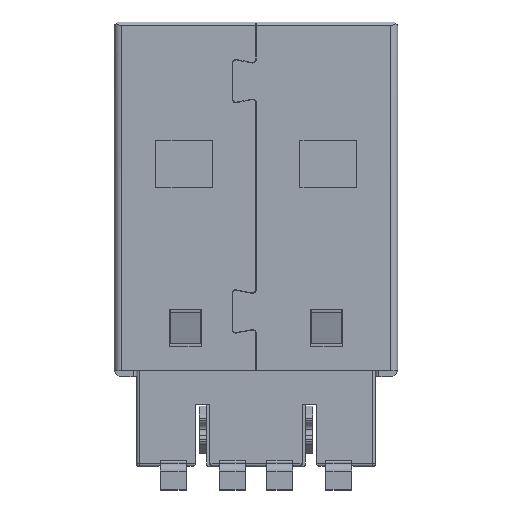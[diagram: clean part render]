
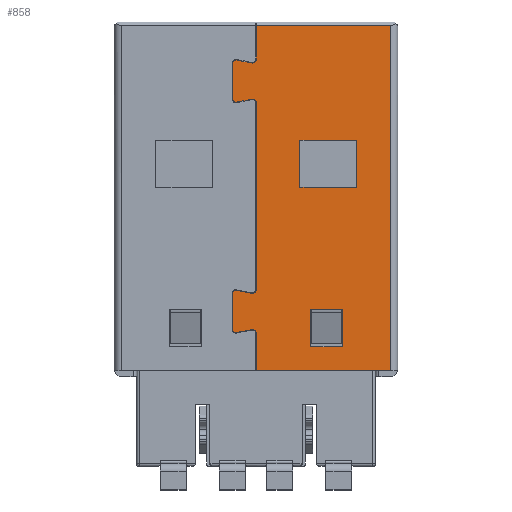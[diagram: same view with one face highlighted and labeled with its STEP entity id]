
A CAD part, top view. The second image highlights one B-rep face of the part: STEP entity #858.
In plain terms, the highlighted planar face has unit normal (0, 0, 1).
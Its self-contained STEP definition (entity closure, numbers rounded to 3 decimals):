
#858=ADVANCED_FACE('',(#2191,#2192,#2193),#2194,.T.);
#2191=FACE_OUTER_BOUND('',#4006,.T.);
#2192=FACE_BOUND('',#4007,.T.);
#2193=FACE_BOUND('',#4008,.T.);
#2194=PLANE('',#4009);
#4006=EDGE_LOOP('',(#6560,#6561,#6562,#6563,#6564,#6565,#6566,#6567,#6568,#6569,#6570,#6571,#6572,#6573,#6574,#6575,#6576,#6577,#6578,#6579));
#4007=EDGE_LOOP('',(#6580,#6581,#6582,#6583));
#4008=EDGE_LOOP('',(#6584,#6585,#6586,#6587,#6588,#6589));
#4009=AXIS2_PLACEMENT_3D('',#6590,#6591,#6592);
#6560=ORIENTED_EDGE('',*,*,#11523,.T.);
#6561=ORIENTED_EDGE('',*,*,#11519,.T.);
#6562=ORIENTED_EDGE('',*,*,#11615,.T.);
#6563=ORIENTED_EDGE('',*,*,#11360,.F.);
#6564=ORIENTED_EDGE('',*,*,#11616,.F.);
#6565=ORIENTED_EDGE('',*,*,#11617,.T.);
#6566=ORIENTED_EDGE('',*,*,#11364,.T.);
#6567=ORIENTED_EDGE('',*,*,#11514,.T.);
#6568=ORIENTED_EDGE('',*,*,#11511,.T.);
#6569=ORIENTED_EDGE('',*,*,#11508,.T.);
#6570=ORIENTED_EDGE('',*,*,#11505,.T.);
#6571=ORIENTED_EDGE('',*,*,#11502,.T.);
#6572=ORIENTED_EDGE('',*,*,#11498,.T.);
#6573=ORIENTED_EDGE('',*,*,#11516,.T.);
#6574=ORIENTED_EDGE('',*,*,#11618,.T.);
#6575=ORIENTED_EDGE('',*,*,#11538,.T.);
#6576=ORIENTED_EDGE('',*,*,#11535,.T.);
#6577=ORIENTED_EDGE('',*,*,#11532,.T.);
#6578=ORIENTED_EDGE('',*,*,#11529,.T.);
#6579=ORIENTED_EDGE('',*,*,#11526,.T.);
#6580=ORIENTED_EDGE('',*,*,#11619,.F.);
#6581=ORIENTED_EDGE('',*,*,#11620,.F.);
#6582=ORIENTED_EDGE('',*,*,#11621,.F.);
#6583=ORIENTED_EDGE('',*,*,#11622,.F.);
#6584=ORIENTED_EDGE('',*,*,#11613,.T.);
#6585=ORIENTED_EDGE('',*,*,#11452,.T.);
#6586=ORIENTED_EDGE('',*,*,#11479,.T.);
#6587=ORIENTED_EDGE('',*,*,#11488,.T.);
#6588=ORIENTED_EDGE('',*,*,#11485,.T.);
#6589=ORIENTED_EDGE('',*,*,#11482,.T.);
#6590=CARTESIAN_POINT('',(6.0,7.375,2.25));
#6591=DIRECTION('',(0.,0.0,1.0));
#6592=DIRECTION('',(1.0,0.0,0.));
#11360=EDGE_CURVE('',#13825,#13827,#13828,.T.);
#11364=EDGE_CURVE('',#13833,#13831,#13834,.T.);
#11452=EDGE_CURVE('',#13966,#13964,#13967,.T.);
#11479=EDGE_CURVE('',#13964,#13997,#13999,.T.);
#11482=EDGE_CURVE('',#14003,#14001,#14004,.T.);
#11485=EDGE_CURVE('',#14007,#14003,#14008,.T.);
#11488=EDGE_CURVE('',#13997,#14007,#14011,.T.);
#11498=EDGE_CURVE('',#14021,#14022,#14023,.T.);
#11502=EDGE_CURVE('',#14027,#14021,#14028,.T.);
#11505=EDGE_CURVE('',#14031,#14027,#14032,.T.);
#11508=EDGE_CURVE('',#14035,#14031,#14036,.T.);
#11511=EDGE_CURVE('',#14039,#14035,#14040,.T.);
#11514=EDGE_CURVE('',#13831,#14039,#14043,.T.);
#11516=EDGE_CURVE('',#14022,#14045,#14046,.T.);
#11519=EDGE_CURVE('',#14049,#14050,#14051,.T.);
#11523=EDGE_CURVE('',#14055,#14049,#14056,.T.);
#11526=EDGE_CURVE('',#14059,#14055,#14060,.T.);
#11529=EDGE_CURVE('',#14063,#14059,#14064,.T.);
#11532=EDGE_CURVE('',#14067,#14063,#14068,.T.);
#11535=EDGE_CURVE('',#14071,#14067,#14072,.T.);
#11538=EDGE_CURVE('',#14075,#14071,#14076,.T.);
#11613=EDGE_CURVE('',#14001,#13966,#14180,.T.);
#11615=EDGE_CURVE('',#14050,#13827,#14182,.T.);
#11616=EDGE_CURVE('',#14183,#13825,#14184,.T.);
#11617=EDGE_CURVE('',#14183,#13833,#14185,.T.);
#11618=EDGE_CURVE('',#14045,#14075,#14186,.T.);
#11619=EDGE_CURVE('',#14187,#14188,#14189,.T.);
#11620=EDGE_CURVE('',#14190,#14187,#14191,.T.);
#11621=EDGE_CURVE('',#14192,#14190,#14193,.T.);
#11622=EDGE_CURVE('',#14188,#14192,#14194,.T.);
#13825=VERTEX_POINT('',#17407);
#13827=VERTEX_POINT('',#17409);
#13828=LINE('',#17410,#17411);
#13831=VERTEX_POINT('',#17415);
#13833=VERTEX_POINT('',#17418);
#13834=LINE('',#17419,#17420);
#13964=VERTEX_POINT('',#17599);
#13966=VERTEX_POINT('',#17601);
#13967=LINE('',#17602,#17603);
#13997=VERTEX_POINT('',#17645);
#13999=LINE('',#17648,#17649);
#14001=VERTEX_POINT('',#17651);
#14003=VERTEX_POINT('',#17654);
#14004=LINE('',#17655,#17656);
#14007=VERTEX_POINT('',#17660);
#14008=LINE('',#17661,#17662);
#14011=LINE('',#17666,#17667);
#14021=VERTEX_POINT('',#17681);
#14022=VERTEX_POINT('',#17682);
#14023=LINE('',#17683,#17684);
#14027=VERTEX_POINT('',#17690);
#14028=CIRCLE('',#17691,0.13);
#14031=VERTEX_POINT('',#17695);
#14032=LINE('',#17696,#17697);
#14035=VERTEX_POINT('',#17701);
#14036=CIRCLE('',#17702,0.13);
#14039=VERTEX_POINT('',#17706);
#14040=LINE('',#17707,#17708);
#14043=CIRCLE('',#17712,0.17);
#14045=VERTEX_POINT('',#17714);
#14046=CIRCLE('',#17715,0.17);
#14049=VERTEX_POINT('',#17719);
#14050=VERTEX_POINT('',#17720);
#14051=CIRCLE('',#17721,0.17);
#14055=VERTEX_POINT('',#17727);
#14056=LINE('',#17728,#17729);
#14059=VERTEX_POINT('',#17733);
#14060=CIRCLE('',#17734,0.13);
#14063=VERTEX_POINT('',#17738);
#14064=LINE('',#17739,#17740);
#14067=VERTEX_POINT('',#17744);
#14068=CIRCLE('',#17745,0.13);
#14071=VERTEX_POINT('',#17749);
#14072=LINE('',#17750,#17751);
#14075=VERTEX_POINT('',#17755);
#14076=CIRCLE('',#17756,0.17);
#14180=LINE('',#17903,#17904);
#14182=LINE('',#17906,#17907);
#14183=VERTEX_POINT('',#17908);
#14184=LINE('',#17909,#17910);
#14185=LINE('',#17911,#17912);
#14186=LINE('',#17913,#17914);
#14187=VERTEX_POINT('',#17915);
#14188=VERTEX_POINT('',#17916);
#14189=LINE('',#17917,#17918);
#14190=VERTEX_POINT('',#17919);
#14191=LINE('',#17920,#17921);
#14192=VERTEX_POINT('',#17922);
#14193=LINE('',#17923,#17924);
#14194=LINE('',#17925,#17926);
#17407=CARTESIAN_POINT('',(5.69,-7.375,2.25));
#17409=CARTESIAN_POINT('',(0.01,-7.375,2.25));
#17410=CARTESIAN_POINT('',(6.0,-7.375,2.25));
#17411=VECTOR('',#21656,1000.0);
#17415=CARTESIAN_POINT('',(0.01,5.808,2.25));
#17418=CARTESIAN_POINT('',(0.01,7.225,2.25));
#17419=CARTESIAN_POINT('',(0.01,7.375,2.25));
#17420=VECTOR('',#21659,1000.0);
#17599=CARTESIAN_POINT('',(3.638,-4.775,2.25));
#17601=CARTESIAN_POINT('',(2.338,-4.775,2.25));
#17602=CARTESIAN_POINT('',(2.338,-4.775,2.25));
#17603=VECTOR('',#21760,1000.0);
#17645=CARTESIAN_POINT('',(3.663,-4.775,2.25));
#17648=CARTESIAN_POINT('',(2.313,-4.775,2.25));
#17649=VECTOR('',#21783,1000.0);
#17651=CARTESIAN_POINT('',(2.313,-4.775,2.25));
#17654=CARTESIAN_POINT('',(2.313,-6.375,2.25));
#17655=CARTESIAN_POINT('',(2.313,-6.375,2.25));
#17656=VECTOR('',#21785,1000.0);
#17660=CARTESIAN_POINT('',(3.663,-6.375,2.25));
#17661=CARTESIAN_POINT('',(3.663,-6.375,2.25));
#17662=VECTOR('',#21787,1000.0);
#17666=CARTESIAN_POINT('',(3.663,-4.775,2.25));
#17667=VECTOR('',#21789,1000.0);
#17681=CARTESIAN_POINT('',(-0.824,3.981,2.25));
#17682=CARTESIAN_POINT('',(-0.194,4.108,2.25));
#17683=CARTESIAN_POINT('',(-0.824,3.981,2.25));
#17684=VECTOR('',#21794,1000.0);
#17690=CARTESIAN_POINT('',(-0.98,4.108,2.25));
#17691=AXIS2_PLACEMENT_3D('',#21797,#21798,#21799);
#17695=CARTESIAN_POINT('',(-0.98,5.642,2.25));
#17696=CARTESIAN_POINT('',(-0.98,5.642,2.25));
#17697=VECTOR('',#21801,1000.0);
#17701=CARTESIAN_POINT('',(-0.824,5.769,2.25));
#17702=AXIS2_PLACEMENT_3D('',#21803,#21804,#21805);
#17706=CARTESIAN_POINT('',(-0.194,5.642,2.25));
#17707=CARTESIAN_POINT('',(-0.194,5.642,2.25));
#17708=VECTOR('',#21807,1000.0);
#17712=AXIS2_PLACEMENT_3D('',#21809,#21810,#21811);
#17714=CARTESIAN_POINT('',(0.01,3.942,2.25));
#17715=AXIS2_PLACEMENT_3D('',#21812,#21813,#21814);
#17719=CARTESIAN_POINT('',(-0.194,-5.642,2.25));
#17720=CARTESIAN_POINT('',(0.01,-5.808,2.25));
#17721=AXIS2_PLACEMENT_3D('',#21816,#21817,#21818);
#17727=CARTESIAN_POINT('',(-0.824,-5.769,2.25));
#17728=CARTESIAN_POINT('',(-0.824,-5.769,2.25));
#17729=VECTOR('',#21821,1000.0);
#17733=CARTESIAN_POINT('',(-0.98,-5.642,2.25));
#17734=AXIS2_PLACEMENT_3D('',#21823,#21824,#21825);
#17738=CARTESIAN_POINT('',(-0.98,-4.108,2.25));
#17739=CARTESIAN_POINT('',(-0.98,-4.108,2.25));
#17740=VECTOR('',#21827,1000.0);
#17744=CARTESIAN_POINT('',(-0.824,-3.981,2.25));
#17745=AXIS2_PLACEMENT_3D('',#21829,#21830,#21831);
#17749=CARTESIAN_POINT('',(-0.194,-4.108,2.25));
#17750=CARTESIAN_POINT('',(-0.194,-4.108,2.25));
#17751=VECTOR('',#21833,1000.0);
#17755=CARTESIAN_POINT('',(0.01,-3.942,2.25));
#17756=AXIS2_PLACEMENT_3D('',#21835,#21836,#21837);
#17903=CARTESIAN_POINT('',(2.313,-4.775,2.25));
#17904=VECTOR('',#21899,1000.0);
#17906=CARTESIAN_POINT('',(0.01,7.375,2.25));
#17907=VECTOR('',#21900,1000.0);
#17908=CARTESIAN_POINT('',(5.69,7.225,2.25));
#17909=CARTESIAN_POINT('',(5.69,7.375,2.25));
#17910=VECTOR('',#21901,1000.0);
#17911=CARTESIAN_POINT('',(19.729,7.225,2.25));
#17912=VECTOR('',#21902,1000.0);
#17913=CARTESIAN_POINT('',(0.01,7.375,2.25));
#17914=VECTOR('',#21903,1000.0);
#17915=CARTESIAN_POINT('',(4.26,0.375,2.25));
#17916=CARTESIAN_POINT('',(4.26,2.375,2.25));
#17917=CARTESIAN_POINT('',(4.26,7.375,2.25));
#17918=VECTOR('',#21904,1000.0);
#17919=CARTESIAN_POINT('',(1.86,0.375,2.25));
#17920=CARTESIAN_POINT('',(6.0,0.375,2.25));
#17921=VECTOR('',#21905,1000.0);
#17922=CARTESIAN_POINT('',(1.86,2.375,2.25));
#17923=CARTESIAN_POINT('',(1.86,7.375,2.25));
#17924=VECTOR('',#21906,1000.0);
#17925=CARTESIAN_POINT('',(6.0,2.375,2.25));
#17926=VECTOR('',#21907,1000.0);
#21656=DIRECTION('',(-1.0,0.0,0.));
#21659=DIRECTION('',(0.0,-1.0,0.0));
#21760=DIRECTION('',(1.0,0.0,0.0));
#21783=DIRECTION('',(1.0,0.,0.));
#21785=DIRECTION('',(0.,1.0,0.));
#21787=DIRECTION('',(-1.0,0.0,0.));
#21789=DIRECTION('',(0.,-1.0,0.));
#21794=DIRECTION('',(0.98,0.198,0.));
#21797=CARTESIAN_POINT('',(-0.85,4.108,2.25));
#21798=DIRECTION('',(0.,-0.0,1.0));
#21799=DIRECTION('',(0.0,1.0,0.0));
#21801=DIRECTION('',(0.,-1.0,0.));
#21803=CARTESIAN_POINT('',(-0.85,5.642,2.25));
#21804=DIRECTION('',(0.,0.0,1.0));
#21805=DIRECTION('',(0.0,-1.0,0.0));
#21807=DIRECTION('',(-0.98,0.198,0.));
#21809=CARTESIAN_POINT('',(-0.16,5.808,2.25));
#21810=DIRECTION('',(0.,0.0,-1.0));
#21811=DIRECTION('',(0.0,1.0,0.0));
#21812=CARTESIAN_POINT('',(-0.16,3.942,2.25));
#21813=DIRECTION('',(0.,-0.0,-1.0));
#21814=DIRECTION('',(0.0,-1.0,0.0));
#21816=CARTESIAN_POINT('',(-0.16,-5.808,2.25));
#21817=DIRECTION('',(0.,-0.0,-1.0));
#21818=DIRECTION('',(0.0,-1.0,0.0));
#21821=DIRECTION('',(0.98,0.198,0.));
#21823=CARTESIAN_POINT('',(-0.85,-5.642,2.25));
#21824=DIRECTION('',(0.,-0.0,1.0));
#21825=DIRECTION('',(0.0,1.0,0.0));
#21827=DIRECTION('',(0.,-1.0,0.));
#21829=CARTESIAN_POINT('',(-0.85,-4.108,2.25));
#21830=DIRECTION('',(0.,0.0,1.0));
#21831=DIRECTION('',(0.0,-1.0,0.0));
#21833=DIRECTION('',(-0.98,0.198,0.));
#21835=CARTESIAN_POINT('',(-0.16,-3.942,2.25));
#21836=DIRECTION('',(0.,0.0,-1.0));
#21837=DIRECTION('',(0.0,1.0,0.0));
#21899=DIRECTION('',(1.0,0.,0.));
#21900=DIRECTION('',(0.0,-1.0,0.0));
#21901=DIRECTION('',(0.0,-1.0,0.0));
#21902=DIRECTION('',(-1.0,0.0,0.0));
#21903=DIRECTION('',(0.0,-1.0,0.0));
#21904=DIRECTION('',(0.0,1.0,0.0));
#21905=DIRECTION('',(1.0,0.,0.));
#21906=DIRECTION('',(0.0,-1.0,0.0));
#21907=DIRECTION('',(-1.0,0.,0.));
